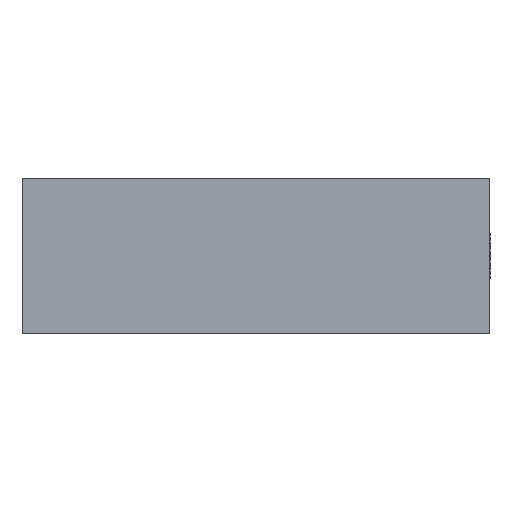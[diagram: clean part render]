
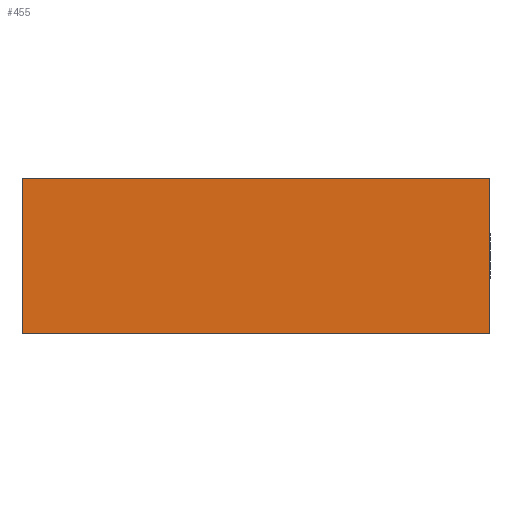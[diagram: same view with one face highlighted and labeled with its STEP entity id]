
A CAD part, left-side view. The second image highlights one B-rep face of the part: STEP entity #455.
In plain terms, the highlighted planar face has unit normal (-1, 0, 0).
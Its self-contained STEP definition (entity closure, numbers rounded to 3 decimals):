
#7 = CARTESIAN_POINT ( 'NONE',  ( -230., 0., 6. ) ) ;
#39 = CARTESIAN_POINT ( 'NONE',  ( -230., 36., 6. ) ) ;
#79 = CARTESIAN_POINT ( 'NONE',  ( -230., 0., -6. ) ) ;
#90 = VECTOR ( 'NONE', #299, 1000. ) ;
#103 = DIRECTION ( 'NONE',  ( 0., -1., 0. ) ) ;
#111 = ORIENTED_EDGE ( 'NONE', *, *, #433, .T. ) ;
#121 = ORIENTED_EDGE ( 'NONE', *, *, #312, .F. ) ;
#169 = ORIENTED_EDGE ( 'NONE', *, *, #231, .T. ) ;
#172 = VERTEX_POINT ( 'NONE', #79 ) ;
#201 = VERTEX_POINT ( 'NONE', #416 ) ;
#231 = EDGE_CURVE ( 'NONE', #201, #593, #555, .T. ) ;
#238 = DIRECTION ( 'NONE',  ( 0., -1., 0. ) ) ;
#245 = CARTESIAN_POINT ( 'NONE',  ( -230., 0., -6. ) ) ;
#285 = VECTOR ( 'NONE', #460, 1000. ) ;
#293 = FACE_OUTER_BOUND ( 'NONE', #596, .T. ) ;
#299 = DIRECTION ( 'NONE',  ( 0., 0., -1. ) ) ;
#312 = EDGE_CURVE ( 'NONE', #201, #440, #371, .T. ) ;
#341 = LINE ( 'NONE', #245, #382 ) ;
#371 = LINE ( 'NONE', #522, #530 ) ;
#382 = VECTOR ( 'NONE', #103, 1000. ) ;
#385 = PLANE ( 'NONE',  #541 ) ;
#416 = CARTESIAN_POINT ( 'NONE',  ( -230., 36., 6. ) ) ;
#433 = EDGE_CURVE ( 'NONE', #593, #172, #341, .T. ) ;
#438 = LINE ( 'NONE', #569, #90 ) ;
#440 = VERTEX_POINT ( 'NONE', #442 ) ;
#442 = CARTESIAN_POINT ( 'NONE',  ( -230., 0., 6. ) ) ;
#455 = ADVANCED_FACE ( 'NONE', ( #293 ), #385, .F. ) ;
#460 = DIRECTION ( 'NONE',  ( 0., 0., -1. ) ) ;
#462 = EDGE_CURVE ( 'NONE', #440, #172, #438, .T. ) ;
#487 = DIRECTION ( 'NONE',  ( 1., 0., 0. ) ) ;
#522 = CARTESIAN_POINT ( 'NONE',  ( -230., 0., 6. ) ) ;
#530 = VECTOR ( 'NONE', #238, 1000. ) ;
#531 = DIRECTION ( 'NONE',  ( 0., 0., -1. ) ) ;
#532 = ORIENTED_EDGE ( 'NONE', *, *, #462, .F. ) ;
#541 = AXIS2_PLACEMENT_3D ( 'NONE', #7, #487, #531 ) ;
#555 = LINE ( 'NONE', #39, #285 ) ;
#569 = CARTESIAN_POINT ( 'NONE',  ( -230., 0., 6. ) ) ;
#593 = VERTEX_POINT ( 'NONE', #601 ) ;
#596 = EDGE_LOOP ( 'NONE', ( #111, #532, #121, #169 ) ) ;
#601 = CARTESIAN_POINT ( 'NONE',  ( -230., 36., -6. ) ) ;
